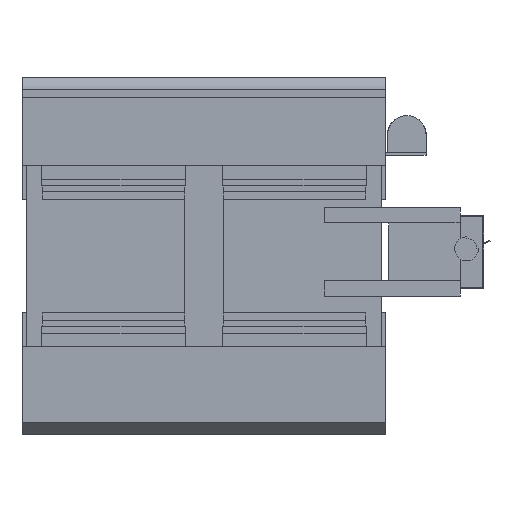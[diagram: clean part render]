
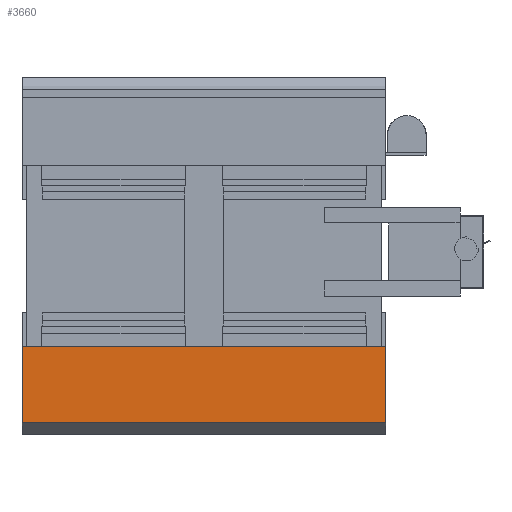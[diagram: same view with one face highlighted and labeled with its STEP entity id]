
A CAD part, front view. The second image highlights one B-rep face of the part: STEP entity #3660.
In plain terms, the highlighted planar face has unit normal (0, -1, 0).
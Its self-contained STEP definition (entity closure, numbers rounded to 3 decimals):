
#280 = CARTESIAN_POINT ( 'NONE',  ( -472.5, -270., -234.5 ) ) ;
#1090 = CARTESIAN_POINT ( 'NONE',  ( 472.5, -270., -234.5 ) ) ;
#1463 = CARTESIAN_POINT ( 'NONE',  ( -472.5, -270., -433. ) ) ;
#1469 = ORIENTED_EDGE ( 'NONE', *, *, #5089, .F. ) ;
#1764 = EDGE_CURVE ( 'NONE', #14545, #2527, #2090, .T. ) ;
#2090 = LINE ( 'NONE', #1090, #9060 ) ;
#2213 = CARTESIAN_POINT ( 'NONE',  ( 0., -270., 0. ) ) ;
#2527 = VERTEX_POINT ( 'NONE', #9241 ) ;
#3180 = EDGE_CURVE ( 'NONE', #2527, #7593, #13150, .T. ) ;
#3660 = ADVANCED_FACE ( 'NONE', ( #4555 ), #5393, .F. ) ;
#3855 = ORIENTED_EDGE ( 'NONE', *, *, #1764, .F. ) ;
#4555 = FACE_OUTER_BOUND ( 'NONE', #9048, .T. ) ;
#4599 = LINE ( 'NONE', #8201, #10795 ) ;
#5089 = EDGE_CURVE ( 'NONE', #7593, #14137, #4599, .T. ) ;
#5393 = PLANE ( 'NONE',  #6728 ) ;
#5707 = DIRECTION ( 'NONE',  ( 1., 0., 0. ) ) ;
#6332 = ORIENTED_EDGE ( 'NONE', *, *, #14172, .F. ) ;
#6620 = ORIENTED_EDGE ( 'NONE', *, *, #3180, .F. ) ;
#6728 = AXIS2_PLACEMENT_3D ( 'NONE', #2213, #12371, #8003 ) ;
#6965 = CARTESIAN_POINT ( 'NONE',  ( -472.5, -270., -234.5 ) ) ;
#7577 = DIRECTION ( 'NONE',  ( 0., 0., -1. ) ) ;
#7593 = VERTEX_POINT ( 'NONE', #13937 ) ;
#8003 = DIRECTION ( 'NONE',  ( 0., 0., -1. ) ) ;
#8201 = CARTESIAN_POINT ( 'NONE',  ( -472.5, -270., -433. ) ) ;
#8641 = CARTESIAN_POINT ( 'NONE',  ( 472.5, -270., -463.5 ) ) ;
#9048 = EDGE_LOOP ( 'NONE', ( #6620, #3855, #6332, #1469 ) ) ;
#9060 = VECTOR ( 'NONE', #5707, 1000. ) ;
#9136 = VECTOR ( 'NONE', #12762, 1000. ) ;
#9241 = CARTESIAN_POINT ( 'NONE',  ( 472.5, -270., -234.5 ) ) ;
#10795 = VECTOR ( 'NONE', #12556, 1000. ) ;
#11551 = LINE ( 'NONE', #6965, #9136 ) ;
#12371 = DIRECTION ( 'NONE',  ( 0., 1., 0. ) ) ;
#12556 = DIRECTION ( 'NONE',  ( -1., 0., 0. ) ) ;
#12762 = DIRECTION ( 'NONE',  ( 0., 0., 1. ) ) ;
#13150 = LINE ( 'NONE', #8641, #14027 ) ;
#13937 = CARTESIAN_POINT ( 'NONE',  ( 472.5, -270., -433. ) ) ;
#14027 = VECTOR ( 'NONE', #7577, 1000. ) ;
#14137 = VERTEX_POINT ( 'NONE', #1463 ) ;
#14172 = EDGE_CURVE ( 'NONE', #14137, #14545, #11551, .T. ) ;
#14545 = VERTEX_POINT ( 'NONE', #280 ) ;
